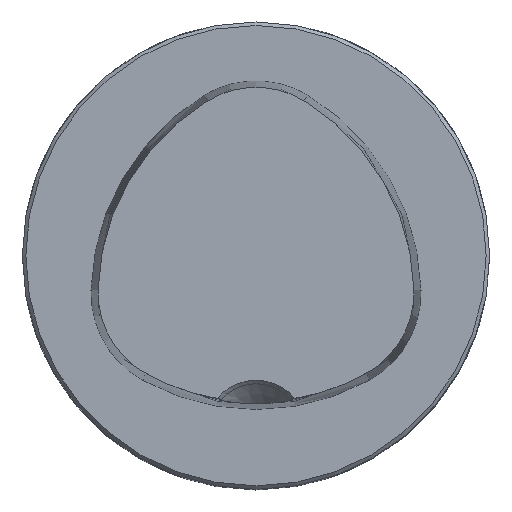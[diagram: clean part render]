
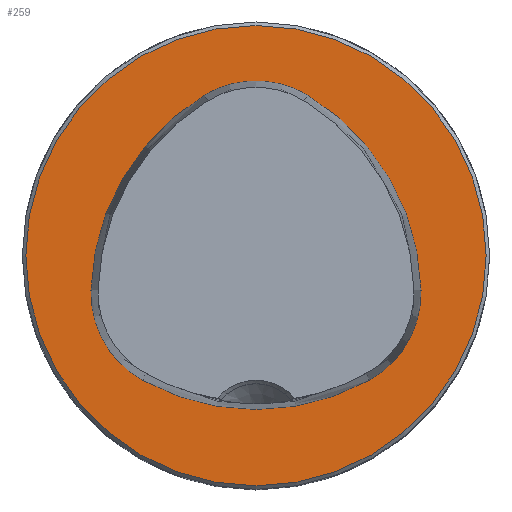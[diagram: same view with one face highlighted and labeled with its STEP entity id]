
A CAD part, top view. The second image highlights one B-rep face of the part: STEP entity #259.
In plain terms, the highlighted planar face has unit normal (0, 0, 1).
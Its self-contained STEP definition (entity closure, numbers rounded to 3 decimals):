
#47=PLANE('',#1941);
#259=ADVANCED_FACE('CU_E_LO_SU_1',(#506,#507),#47,.T.);
#412=CIRCLE('',#1932,20.063);
#414=CIRCLE('',#1935,20.063);
#415=CIRCLE('',#1936,8.563);
#416=CIRCLE('',#1937,20.063);
#417=CIRCLE('',#1938,8.563);
#418=CIRCLE('',#1939,8.563);
#419=CIRCLE('',#1940,19.7);
#506=FACE_BOUND('',#578,.T.);
#507=FACE_BOUND('',#579,.T.);
#578=EDGE_LOOP('',(#996,#997,#998,#999,#1000,#1001));
#579=EDGE_LOOP('',(#1002));
#996=ORIENTED_EDGE('',*,*,#1641,.F.);
#997=ORIENTED_EDGE('',*,*,#1642,.F.);
#998=ORIENTED_EDGE('',*,*,#1643,.F.);
#999=ORIENTED_EDGE('',*,*,#1644,.F.);
#1000=ORIENTED_EDGE('',*,*,#1638,.F.);
#1001=ORIENTED_EDGE('',*,*,#1645,.F.);
#1002=ORIENTED_EDGE('',*,*,#1646,.T.);
#1485=VERTEX_POINT('',#3079);
#1486=VERTEX_POINT('',#3081);
#1488=VERTEX_POINT('',#3087);
#1489=VERTEX_POINT('',#3088);
#1490=VERTEX_POINT('',#3090);
#1491=VERTEX_POINT('',#3092);
#1492=VERTEX_POINT('',#3096);
#1638=EDGE_CURVE('',#1485,#1486,#412,.T.);
#1641=EDGE_CURVE('',#1488,#1489,#414,.T.);
#1642=EDGE_CURVE('',#1490,#1488,#415,.T.);
#1643=EDGE_CURVE('',#1491,#1490,#416,.T.);
#1644=EDGE_CURVE('',#1486,#1491,#417,.T.);
#1645=EDGE_CURVE('',#1489,#1485,#418,.T.);
#1646=EDGE_CURVE('',#1492,#1492,#419,.T.);
#1932=AXIS2_PLACEMENT_3D('',#3080,#2194,#2195);
#1935=AXIS2_PLACEMENT_3D('',#3086,#2201,#2202);
#1936=AXIS2_PLACEMENT_3D('',#3089,#2203,#2204);
#1937=AXIS2_PLACEMENT_3D('',#3091,#2205,#2206);
#1938=AXIS2_PLACEMENT_3D('',#3093,#2207,#2208);
#1939=AXIS2_PLACEMENT_3D('',#3094,#2209,#2210);
#1940=AXIS2_PLACEMENT_3D('',#3095,#2211,#2212);
#1941=AXIS2_PLACEMENT_3D('',#3097,#2213,#2214);
#2194=DIRECTION('',(0.,0.,1.));
#2195=DIRECTION('',(1.,0.,0.));
#2201=DIRECTION('',(0.,0.,1.));
#2202=DIRECTION('',(1.,0.,0.));
#2203=DIRECTION('',(0.,0.,1.));
#2204=DIRECTION('',(1.,0.,0.));
#2205=DIRECTION('',(0.,0.,1.));
#2206=DIRECTION('',(1.,0.,0.));
#2207=DIRECTION('',(0.,0.,1.));
#2208=DIRECTION('',(1.,0.,0.));
#2209=DIRECTION('',(0.,0.,1.));
#2210=DIRECTION('',(1.,0.,0.));
#2211=DIRECTION('',(0.,0.,1.));
#2212=DIRECTION('',(1.,0.,0.));
#2213=DIRECTION('',(0.,0.,1.));
#2214=DIRECTION('',(1.,0.,0.));
#3079=CARTESIAN_POINT('',(-9.704,-10.66,0.));
#3080=CARTESIAN_POINT('',(0.,6.9,0.));
#3081=CARTESIAN_POINT('',(9.704,-10.66,0.));
#3086=CARTESIAN_POINT('',(5.934,-3.451,0.));
#3087=CARTESIAN_POINT('',(-4.418,13.735,0.));
#3088=CARTESIAN_POINT('',(-14.123,-2.953,0.));
#3089=CARTESIAN_POINT('',(0.,6.4,0.));
#3090=CARTESIAN_POINT('',(4.418,13.735,0.));
#3091=CARTESIAN_POINT('',(-5.934,-3.451,0.));
#3092=CARTESIAN_POINT('',(14.123,-2.953,0.));
#3093=CARTESIAN_POINT('',(5.562,-3.165,0.));
#3094=CARTESIAN_POINT('',(-5.562,-3.165,0.));
#3095=CARTESIAN_POINT('',(0.,0.,0.));
#3096=CARTESIAN_POINT('',(19.7,0.,0.));
#3097=CARTESIAN_POINT('',(0.,0.,0.));
